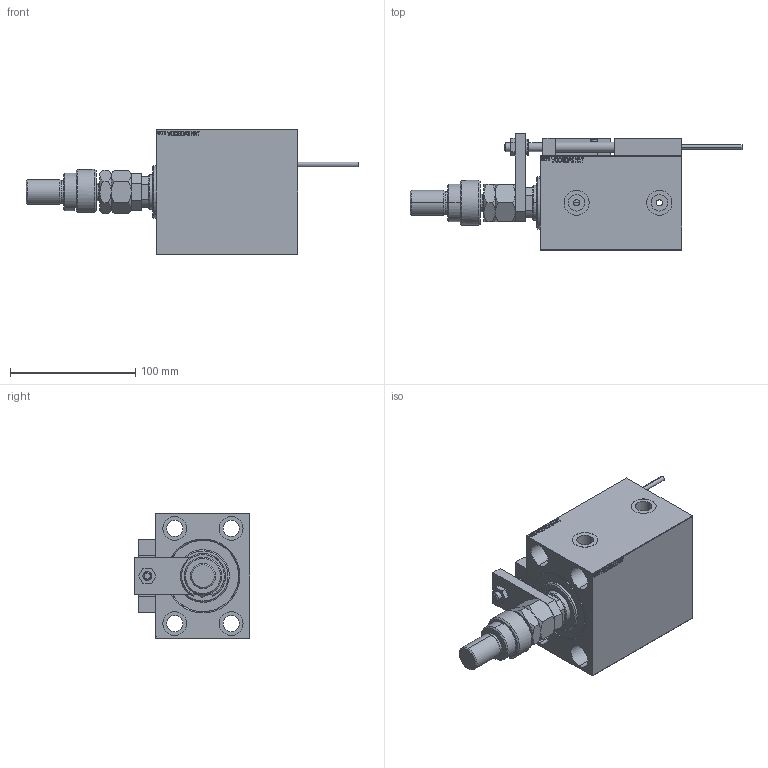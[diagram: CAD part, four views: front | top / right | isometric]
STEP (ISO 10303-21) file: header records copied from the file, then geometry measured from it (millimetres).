
FILE_DESCRIPTION (( 'STEP AP203' ), '1' );
FILE_NAME ('f291.STEP', '2022-04-17T07:17:54', ( '' ), ( '' ), 'SwSTEP 2.0', 'SolidWorks 2019', '' );
FILE_SCHEMA (( 'CONFIG_CONTROL_DESIGN' ));
Length unit declared in the file: millimetre
Products named in the file (18): FEMALE_PART_FOR_DFA c5764bf37d41d6a084c9f31d02964e6c; SWITCH_X_FRONT_BACK c5764bf37d41d6a084c9f31d02964e6c; ZARAZKA c5764bf37d41d6a084c9f31d02964e6c; f291; KONCOVKA c5764bf37d41d6a084c9f31d02964e6c; MFA c5764bf37d41d6a084c9f31d02964e6c; NUT_D12 c5764bf37d41d6a084c9f31d02964e6c; V450CM_C_Body c5764bf37d41d6a084c9f31d02964e6c; MAGNET c5764bf37d41d6a084c9f31d02964e6c; ALLEN BOLT D8 c5764bf37d41d6a084c9f31d02964e6c; SWITCH X c5764bf37d41d6a084c9f31d02964e6c; SWITCH DIM B,W c5764bf37d41d6a084c9f31d02964e6c; X_Y_DFA c5764bf37d41d6a084c9f31d02964e6c; V450CM_VC_B c5764bf37d41d6a084c9f31d02964e6c; ALLEN BOLT D5 c5764bf37d41d6a084c9f31d02964e6c; V450CM_C_VCP c5764bf37d41d6a084c9f31d02964e6c; Block c5764bf37d41d6a084c9f31d02964e6c; TYC_L79 c5764bf37d41d6a084c9f31d02964e6c
Assembly tree (27 placements, depth 3):
  f291
    V450CM_C_Body c5764bf37d41d6a084c9f31d02964e6c
    SWITCH X c5764bf37d41d6a084c9f31d02964e6c
      SWITCH_X_FRONT_BACK c5764bf37d41d6a084c9f31d02964e6c  x2
      TYC_L79 c5764bf37d41d6a084c9f31d02964e6c
      Block c5764bf37d41d6a084c9f31d02964e6c  x2
      ALLEN BOLT D5 c5764bf37d41d6a084c9f31d02964e6c  x4
      ALLEN BOLT D8 c5764bf37d41d6a084c9f31d02964e6c  x4
      MAGNET c5764bf37d41d6a084c9f31d02964e6c  x2
      KONCOVKA c5764bf37d41d6a084c9f31d02964e6c  x2
    NUT_D12 c5764bf37d41d6a084c9f31d02964e6c
    SWITCH DIM B,W c5764bf37d41d6a084c9f31d02964e6c
    ZARAZKA c5764bf37d41d6a084c9f31d02964e6c
    V450CM_C_VCP c5764bf37d41d6a084c9f31d02964e6c
    V450CM_VC_B c5764bf37d41d6a084c9f31d02964e6c
    X_Y_DFA c5764bf37d41d6a084c9f31d02964e6c
      FEMALE_PART_FOR_DFA c5764bf37d41d6a084c9f31d02964e6c
      MFA c5764bf37d41d6a084c9f31d02964e6c
Bounding box: 265 x 92.5 x 100 mm (x, y, z)
Volume: 815352 mm3; surface area: 149330.6 mm2
Topology: 25 solids, 25 shells, 1384 faces, 3288 edges, 2091 vertices
Faces by surface type: plane 593, bspline 380, cylinder 213, cone 146, torus 48, sphere 4
Entity records: 53620 total; most frequent: CARTESIAN_POINT 26854, ORIENTED_EDGE 5596, DIRECTION 3930, EDGE_CURVE 2798, VERTEX_POINT 1815, LINE 1556, VECTOR 1556, EDGE_LOOP 1305
